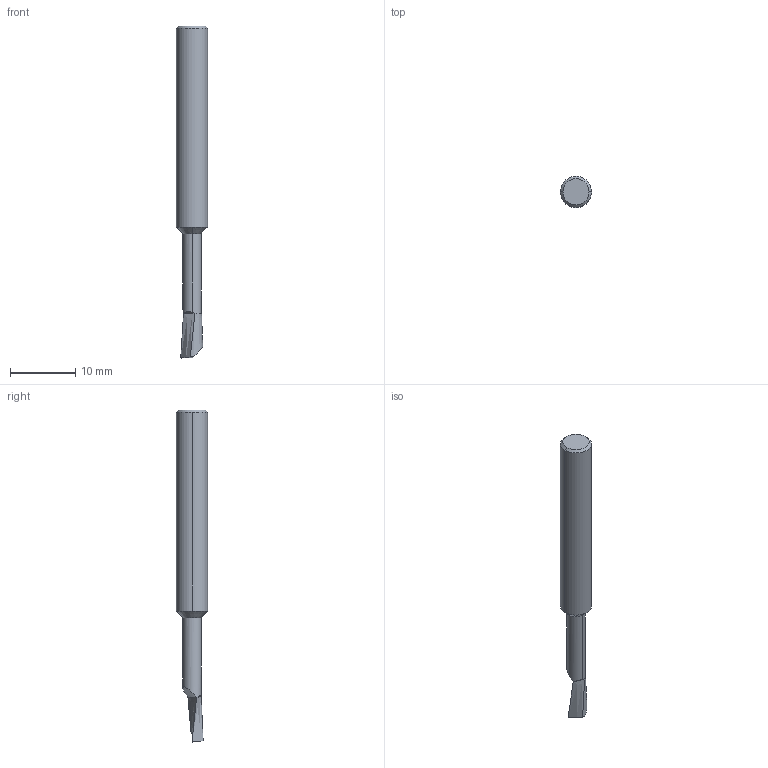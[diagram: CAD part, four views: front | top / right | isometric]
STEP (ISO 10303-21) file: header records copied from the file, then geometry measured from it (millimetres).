
FILE_DESCRIPTION (( 'STEP AP214' ), '1' );
FILE_NAME ('Micro_HBB-135750X.STEP', '2021-09-03T21:32:53', ( '' ), ( '' ), 'SwSTEP 2.0', 'SolidWorks 2020', '' );
FILE_SCHEMA (( 'AUTOMOTIVE_DESIGN' ));
Length unit declared in the file: inch
Products named in the file (1): Micro_HBB-135750X
Bounding box: 4.76 x 4.76 x 50.8 mm (x, y, z)
Volume: 650.7 mm3; surface area: 653.6 mm2
Topology: 1 solids, 1 shells, 20 faces, 45 edges, 27 vertices
Faces by surface type: plane 7, cone 6, cylinder 4, bspline 3
Entity records: 1028 total; most frequent: CARTESIAN_POINT 591, ORIENTED_EDGE 90, DIRECTION 74, EDGE_CURVE 45, AXIS2_PLACEMENT_3D 32, VERTEX_POINT 27, FACE_OUTER_BOUND 20, ADVANCED_FACE 20
